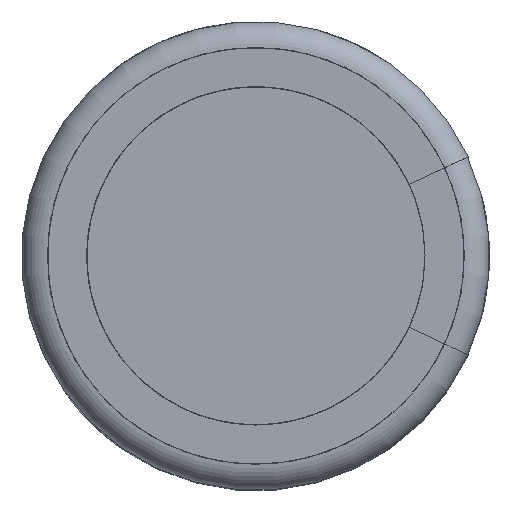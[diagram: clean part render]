
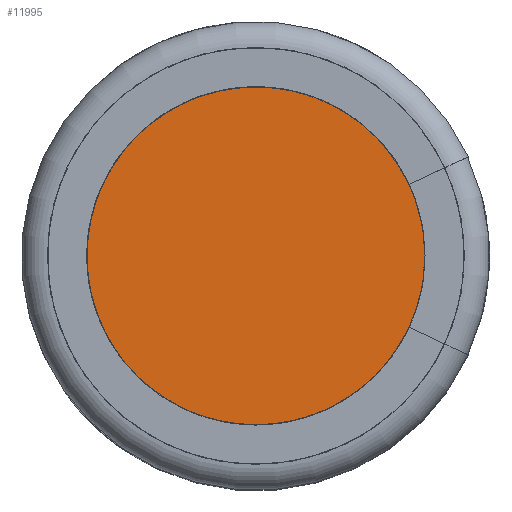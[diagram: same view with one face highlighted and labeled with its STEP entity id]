
A CAD part, top view. The second image highlights one B-rep face of the part: STEP entity #11995.
In plain terms, the highlighted planar face has unit normal (0, 0, 1).
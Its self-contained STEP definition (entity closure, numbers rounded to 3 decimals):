
#4175=ORIENTED_EDGE('',*,*,#5402,.F.);
#5402=EDGE_CURVE('',#6235,#6235,#6540,.T.);
#6235=VERTEX_POINT('',#22444);
#6540=CIRCLE('',#12833,3.561);
#7142=EDGE_LOOP('',(#4175));
#7752=FACE_BOUND('',#7142,.T.);
#8074=PLANE('',#12834);
#11995=ADVANCED_FACE('',(#7752),#8074,.T.);
#12833=AXIS2_PLACEMENT_3D('',#22443,#15120,#15121);
#12834=AXIS2_PLACEMENT_3D('',#22445,#15122,#15123);
#15120=DIRECTION('',(0.,0.,-1.));
#15121=DIRECTION('',(-1.,0.,0.));
#15122=DIRECTION('',(0.,0.,1.));
#15123=DIRECTION('',(1.,0.,0.));
#22443=CARTESIAN_POINT('',(0.,0.,7.78));
#22444=CARTESIAN_POINT('',(-3.561,0.,7.78));
#22445=CARTESIAN_POINT('',(-3.561,0.,7.78));
